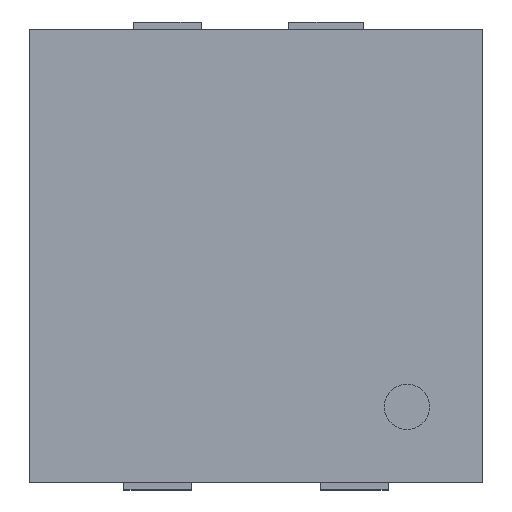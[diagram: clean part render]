
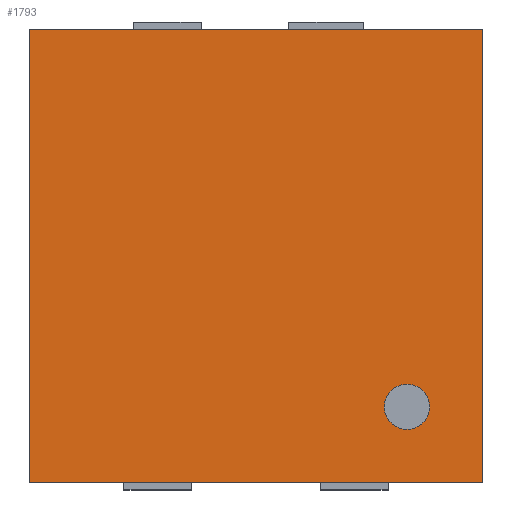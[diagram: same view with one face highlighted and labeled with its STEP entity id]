
A CAD part, top view. The second image highlights one B-rep face of the part: STEP entity #1793.
In plain terms, the highlighted planar face has unit normal (0, 0, 1).
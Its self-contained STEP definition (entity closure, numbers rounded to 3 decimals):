
#1589=CARTESIAN_POINT('',(1.5,1.5,0.55));
#1590=VERTEX_POINT('',#1589);
#1597=CARTESIAN_POINT('',(1.5,-1.5,0.55));
#1598=VERTEX_POINT('',#1597);
#1599=CARTESIAN_POINT('',(1.5,1.5,0.55));
#1600=DIRECTION('',(0.,-1.,0.));
#1601=VECTOR('',#1600,3.);
#1602=LINE('',#1599,#1601);
#1603=EDGE_CURVE('',#1590,#1598,#1602,.T.);
#1665=CARTESIAN_POINT('',(-1.5,1.5,0.55));
#1666=VERTEX_POINT('',#1665);
#1673=CARTESIAN_POINT('',(-1.5,1.5,0.55));
#1674=DIRECTION('',(1.,0.,0.));
#1675=VECTOR('',#1674,3.);
#1676=LINE('',#1673,#1675);
#1677=EDGE_CURVE('',#1666,#1590,#1676,.T.);
#1690=CARTESIAN_POINT('',(-1.5,-1.5,0.55));
#1691=VERTEX_POINT('',#1690);
#1698=CARTESIAN_POINT('',(-1.5,-1.5,0.55));
#1699=DIRECTION('',(-0.,1.,0.));
#1700=VECTOR('',#1699,3.);
#1701=LINE('',#1698,#1700);
#1702=EDGE_CURVE('',#1691,#1666,#1701,.T.);
#1754=CARTESIAN_POINT('',(1.5,-1.5,0.55));
#1755=DIRECTION('',(-1.,-0.,0.));
#1756=VECTOR('',#1755,3.);
#1757=LINE('',#1754,#1756);
#1758=EDGE_CURVE('',#1598,#1691,#1757,.T.);
#1771=CARTESIAN_POINT('',(0.,0.,0.55));
#1772=DIRECTION('',(0.,0.,1.));
#1773=DIRECTION('',(1.,0.,0.));
#1774=AXIS2_PLACEMENT_3D('',#1771,#1772,#1773);
#1775=PLANE('',#1774);
#1776=CARTESIAN_POINT('',(1.15,-1.,0.55));
#1777=VERTEX_POINT('',#1776);
#1778=CARTESIAN_POINT('',(1.,-1.,0.55));
#1779=DIRECTION('',(0.,0.,1.));
#1780=DIRECTION('',(1.,0.,-0.));
#1781=AXIS2_PLACEMENT_3D('',#1778,#1779,#1780);
#1782=CIRCLE('',#1781,0.15);
#1783=EDGE_CURVE('',#1777,#1777,#1782,.T.);
#1784=ORIENTED_EDGE('',*,*,#1783,.F.);
#1785=EDGE_LOOP('',(#1784));
#1786=FACE_BOUND('',#1785,.T.);
#1787=ORIENTED_EDGE('',*,*,#1603,.F.);
#1788=ORIENTED_EDGE('',*,*,#1677,.F.);
#1789=ORIENTED_EDGE('',*,*,#1702,.F.);
#1790=ORIENTED_EDGE('',*,*,#1758,.F.);
#1791=EDGE_LOOP('',(#1787,#1788,#1789,#1790));
#1792=FACE_BOUND('',#1791,.T.);
#1793=ADVANCED_FACE('',(#1786,#1792),#1775,.T.);
